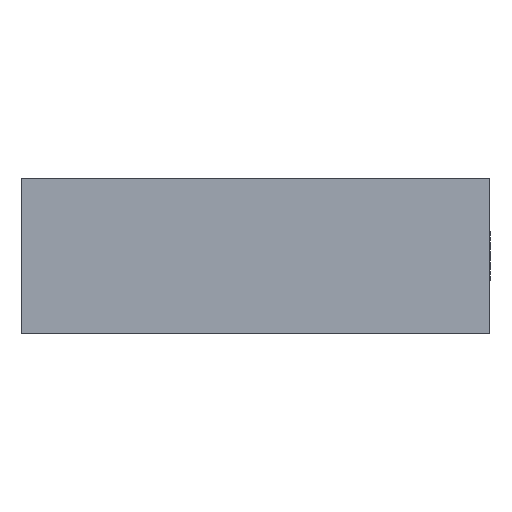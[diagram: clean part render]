
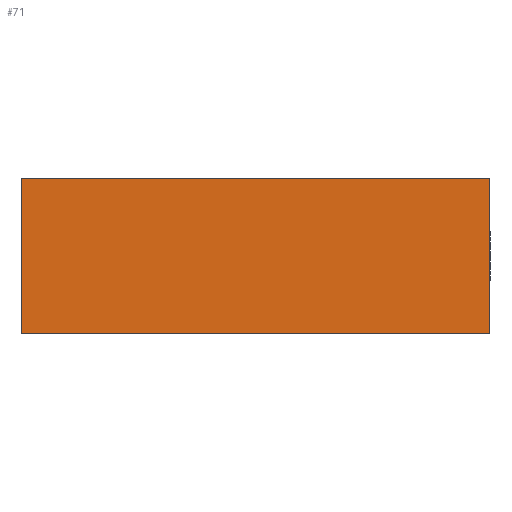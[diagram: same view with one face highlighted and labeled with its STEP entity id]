
A CAD part, left-side view. The second image highlights one B-rep face of the part: STEP entity #71.
In plain terms, the highlighted planar face has unit normal (-1, 0, 0).
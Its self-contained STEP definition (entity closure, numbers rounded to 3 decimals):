
#34 = CARTESIAN_POINT ( 'NONE',  ( -86., 0., -6. ) ) ;
#52 = VECTOR ( 'NONE', #90, 1000. ) ;
#55 = ORIENTED_EDGE ( 'NONE', *, *, #476, .F. ) ;
#58 = VECTOR ( 'NONE', #411, 1000. ) ;
#71 = ADVANCED_FACE ( 'NONE', ( #337 ), #106, .F. ) ;
#72 = LINE ( 'NONE', #439, #206 ) ;
#73 = DIRECTION ( 'NONE',  ( 0., 0., -1. ) ) ;
#78 = CARTESIAN_POINT ( 'NONE',  ( -86., 0., -6. ) ) ;
#90 = DIRECTION ( 'NONE',  ( 0., 0., -1. ) ) ;
#106 = PLANE ( 'NONE',  #168 ) ;
#108 = VECTOR ( 'NONE', #402, 1000. ) ;
#129 = LINE ( 'NONE', #270, #58 ) ;
#142 = LINE ( 'NONE', #326, #52 ) ;
#168 = AXIS2_PLACEMENT_3D ( 'NONE', #496, #171, #73 ) ;
#171 = DIRECTION ( 'NONE',  ( 1., 0., 0. ) ) ;
#186 = ORIENTED_EDGE ( 'NONE', *, *, #241, .T. ) ;
#206 = VECTOR ( 'NONE', #207, 1000. ) ;
#207 = DIRECTION ( 'NONE',  ( 0., -1., 0. ) ) ;
#214 = EDGE_LOOP ( 'NONE', ( #186, #423, #55, #286 ) ) ;
#234 = VERTEX_POINT ( 'NONE', #589 ) ;
#241 = EDGE_CURVE ( 'NONE', #370, #290, #501, .T. ) ;
#270 = CARTESIAN_POINT ( 'NONE',  ( -86., 0., 6. ) ) ;
#277 = CARTESIAN_POINT ( 'NONE',  ( -86., 0., 6. ) ) ;
#286 = ORIENTED_EDGE ( 'NONE', *, *, #405, .T. ) ;
#290 = VERTEX_POINT ( 'NONE', #78 ) ;
#326 = CARTESIAN_POINT ( 'NONE',  ( -86., 36., 6. ) ) ;
#337 = FACE_OUTER_BOUND ( 'NONE', #214, .T. ) ;
#348 = EDGE_CURVE ( 'NONE', #421, #290, #129, .T. ) ;
#370 = VERTEX_POINT ( 'NONE', #514 ) ;
#402 = DIRECTION ( 'NONE',  ( 0., -1., 0. ) ) ;
#405 = EDGE_CURVE ( 'NONE', #234, #370, #142, .T. ) ;
#411 = DIRECTION ( 'NONE',  ( 0., 0., -1. ) ) ;
#421 = VERTEX_POINT ( 'NONE', #277 ) ;
#423 = ORIENTED_EDGE ( 'NONE', *, *, #348, .F. ) ;
#439 = CARTESIAN_POINT ( 'NONE',  ( -86., 0., 6. ) ) ;
#476 = EDGE_CURVE ( 'NONE', #234, #421, #72, .T. ) ;
#496 = CARTESIAN_POINT ( 'NONE',  ( -86., 0., 6. ) ) ;
#501 = LINE ( 'NONE', #34, #108 ) ;
#514 = CARTESIAN_POINT ( 'NONE',  ( -86., 36., -6. ) ) ;
#589 = CARTESIAN_POINT ( 'NONE',  ( -86., 36., 6. ) ) ;
